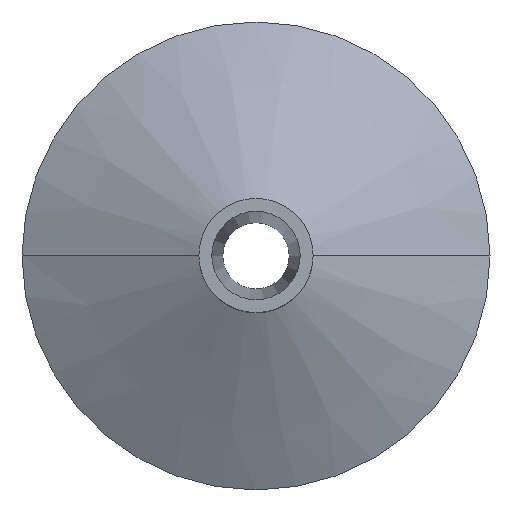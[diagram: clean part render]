
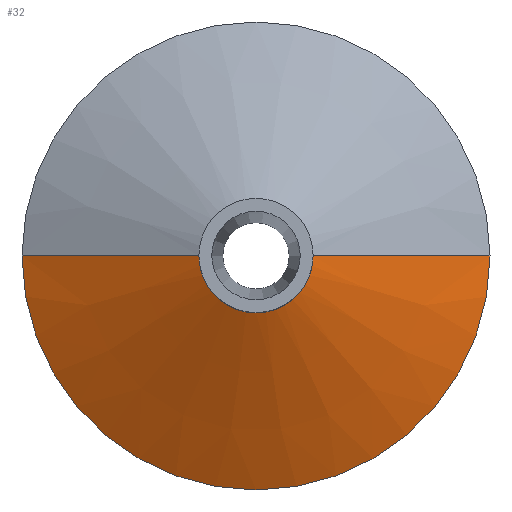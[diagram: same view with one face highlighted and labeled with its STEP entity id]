
A CAD part, top view. The second image highlights one B-rep face of the part: STEP entity #32.
In plain terms, the highlighted conical face has half-angle 63.614 degrees and reference radius 12.7 mm.
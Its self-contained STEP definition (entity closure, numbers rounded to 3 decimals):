
#9 = CARTESIAN_POINT ( 'NONE',  ( -12.7, 0., -14.762 ) ) ;
#12 = CARTESIAN_POINT ( 'NONE',  ( 0., 0., -10. ) ) ;
#20 = EDGE_CURVE ( 'NONE', #36, #324, #203, .T. ) ;
#29 = ORIENTED_EDGE ( 'NONE', *, *, #20, .T. ) ;
#32 = ADVANCED_FACE ( 'NONE', ( #68 ), #238, .T. ) ;
#36 = VERTEX_POINT ( 'NONE', #154 ) ;
#37 = EDGE_CURVE ( 'NONE', #36, #207, #162, .T. ) ;
#39 = EDGE_LOOP ( 'NONE', ( #330, #29, #97, #298 ) ) ;
#43 = VERTEX_POINT ( 'NONE', #288 ) ;
#61 = CARTESIAN_POINT ( 'NONE',  ( 0., 0., -14.762 ) ) ;
#68 = FACE_OUTER_BOUND ( 'NONE', #39, .T. ) ;
#72 = DIRECTION ( 'NONE',  ( 0., 0., -1. ) ) ;
#86 = DIRECTION ( 'NONE',  ( -1., 0., 0. ) ) ;
#97 = ORIENTED_EDGE ( 'NONE', *, *, #185, .T. ) ;
#99 = DIRECTION ( 'NONE',  ( -1., 0., 0. ) ) ;
#111 = LINE ( 'NONE', #9, #284 ) ;
#124 = AXIS2_PLACEMENT_3D ( 'NONE', #61, #194, #86 ) ;
#131 = CARTESIAN_POINT ( 'NONE',  ( -3.1, 0., -10. ) ) ;
#136 = DIRECTION ( 'NONE',  ( -0.896, 0., -0.444 ) ) ;
#143 = CARTESIAN_POINT ( 'NONE',  ( 12.7, 0., -14.762 ) ) ;
#145 = CIRCLE ( 'NONE', #124, 12.7 ) ;
#151 = EDGE_CURVE ( 'NONE', #207, #43, #145, .T. ) ;
#154 = CARTESIAN_POINT ( 'NONE',  ( 3.1, 0., -10. ) ) ;
#162 = LINE ( 'NONE', #143, #342 ) ;
#185 = EDGE_CURVE ( 'NONE', #324, #43, #111, .T. ) ;
#194 = DIRECTION ( 'NONE',  ( 0., 0., -1. ) ) ;
#203 = CIRCLE ( 'NONE', #210, 3.1 ) ;
#207 = VERTEX_POINT ( 'NONE', #334 ) ;
#210 = AXIS2_PLACEMENT_3D ( 'NONE', #12, #287, #99 ) ;
#227 = AXIS2_PLACEMENT_3D ( 'NONE', #347, #72, #295 ) ;
#238 = CONICAL_SURFACE ( 'NONE', #227, 12.7, 1.11 ) ;
#257 = DIRECTION ( 'NONE',  ( 0.896, 0., -0.444 ) ) ;
#284 = VECTOR ( 'NONE', #136, 1000. ) ;
#287 = DIRECTION ( 'NONE',  ( 0., 0., -1. ) ) ;
#288 = CARTESIAN_POINT ( 'NONE',  ( -12.7, 0., -14.762 ) ) ;
#295 = DIRECTION ( 'NONE',  ( -1., 0., 0. ) ) ;
#298 = ORIENTED_EDGE ( 'NONE', *, *, #151, .F. ) ;
#324 = VERTEX_POINT ( 'NONE', #131 ) ;
#330 = ORIENTED_EDGE ( 'NONE', *, *, #37, .F. ) ;
#334 = CARTESIAN_POINT ( 'NONE',  ( 12.7, 0., -14.762 ) ) ;
#342 = VECTOR ( 'NONE', #257, 1000. ) ;
#347 = CARTESIAN_POINT ( 'NONE',  ( 0., 0., -14.762 ) ) ;
